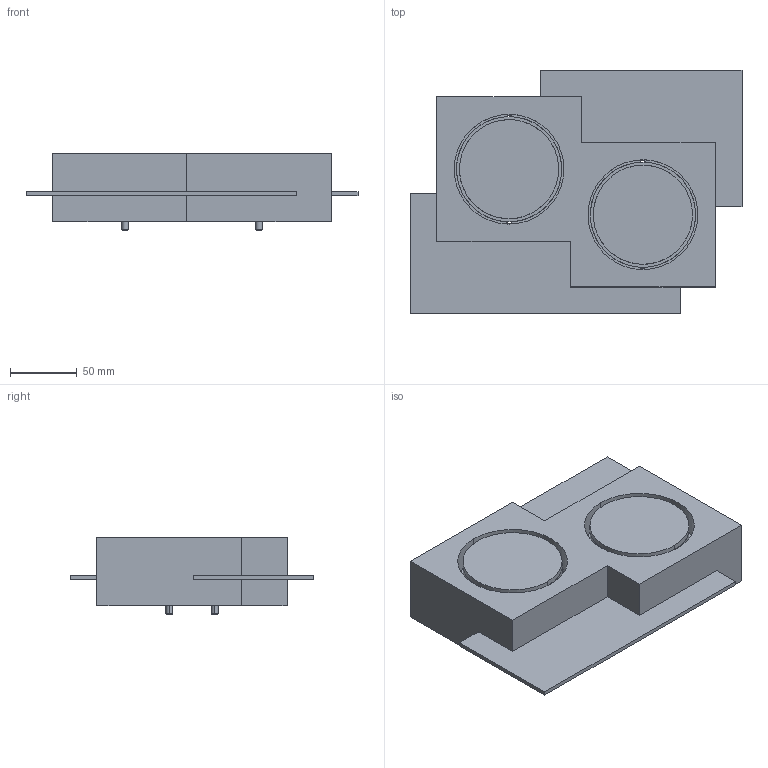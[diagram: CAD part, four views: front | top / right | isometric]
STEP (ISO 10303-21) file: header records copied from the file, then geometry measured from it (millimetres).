
FILE_DESCRIPTION(/* description */ (''),/* implementation_level */ '2;1');
FILE_NAME(/* name */ 'T075_Milet_Soffitto_2Luci',/* time_stamp */ '2023-09-19T11:15:33+02:00',/* author */ (''),/* organization */ (''),/* preprocessor_version */ 'ST-DEVELOPER v16.5',/* originating_system */ 'Rhino 7.20',/* authorisation */ '');
FILE_SCHEMA (('CONFIG_CONTROL_DESIGN'));
Length unit declared in the file: millimetre
Products named in the file (1): Document
Bounding box: 248 x 182 x 57.5 mm (x, y, z)
Volume: 940769.5 mm3; surface area: 236715.4 mm2
Topology: 37 solids, 37 shells, 593 faces, 1333 edges, 872 vertices
Faces by surface type: plane 293, cylinder 252, bspline 48
Entity records: 16156 total; most frequent: CARTESIAN_POINT 6942, ORIENTED_EDGE 2666, EDGE_CURVE 1333, VERTEX_POINT 872, EDGE_LOOP 713, ADVANCED_FACE 593, FACE_OUTER_BOUND 593, B_SPLINE_CURVE_WITH_KNOTS 546
